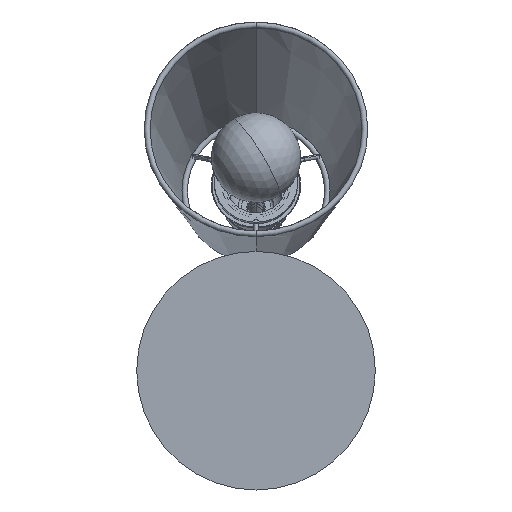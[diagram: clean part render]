
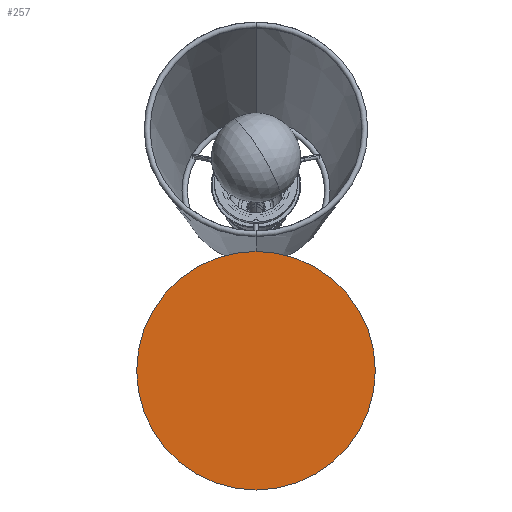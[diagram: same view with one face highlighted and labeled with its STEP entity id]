
A CAD part, front view. The second image highlights one B-rep face of the part: STEP entity #257.
In plain terms, the highlighted planar face has unit normal (0, -1, 0).
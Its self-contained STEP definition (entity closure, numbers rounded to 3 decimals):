
#80 = VERTEX_POINT ( 'NONE', #2397 ) ;
#218 = AXIS2_PLACEMENT_3D ( 'NONE', #1532, #2522, #799 ) ;
#257 = ADVANCED_FACE ( 'NONE', ( #1977 ), #496, .F. ) ;
#309 = DIRECTION ( 'NONE',  ( 0., 0., 1. ) ) ;
#310 = CARTESIAN_POINT ( 'NONE',  ( 0., 0., -80. ) ) ;
#326 = CIRCLE ( 'NONE', #1159, 80. ) ;
#450 = VERTEX_POINT ( 'NONE', #310 ) ;
#473 = DIRECTION ( 'NONE',  ( 0., 1., 0. ) ) ;
#496 = PLANE ( 'NONE',  #2842 ) ;
#782 = EDGE_CURVE ( 'NONE', #450, #80, #326, .T. ) ;
#799 = DIRECTION ( 'NONE',  ( 0., 0., 1. ) ) ;
#876 = EDGE_CURVE ( 'NONE', #80, #450, #1006, .T. ) ;
#1006 = CIRCLE ( 'NONE', #218, 80. ) ;
#1159 = AXIS2_PLACEMENT_3D ( 'NONE', #2489, #1258, #309 ) ;
#1258 = DIRECTION ( 'NONE',  ( 0., 1., 0. ) ) ;
#1510 = CARTESIAN_POINT ( 'NONE',  ( 0., 0., 0. ) ) ;
#1532 = CARTESIAN_POINT ( 'NONE',  ( 0., 0., 0. ) ) ;
#1954 = ORIENTED_EDGE ( 'NONE', *, *, #876, .F. ) ;
#1977 = FACE_OUTER_BOUND ( 'NONE', #2663, .T. ) ;
#2245 = DIRECTION ( 'NONE',  ( 0., 0., 1. ) ) ;
#2397 = CARTESIAN_POINT ( 'NONE',  ( 0., 0., 80. ) ) ;
#2489 = CARTESIAN_POINT ( 'NONE',  ( 0., 0., 0. ) ) ;
#2522 = DIRECTION ( 'NONE',  ( 0., 1., 0. ) ) ;
#2663 = EDGE_LOOP ( 'NONE', ( #2850, #1954 ) ) ;
#2842 = AXIS2_PLACEMENT_3D ( 'NONE', #1510, #473, #2245 ) ;
#2850 = ORIENTED_EDGE ( 'NONE', *, *, #782, .F. ) ;
